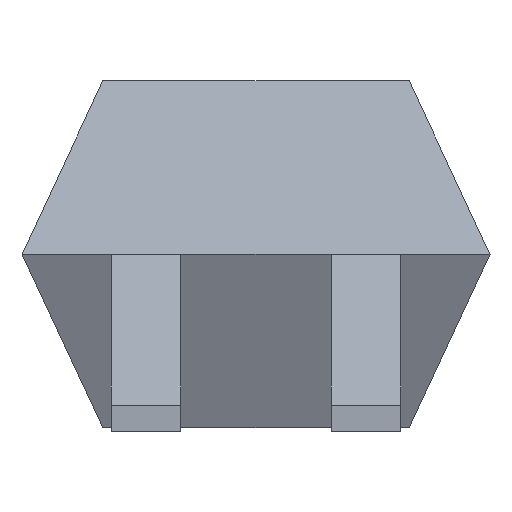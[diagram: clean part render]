
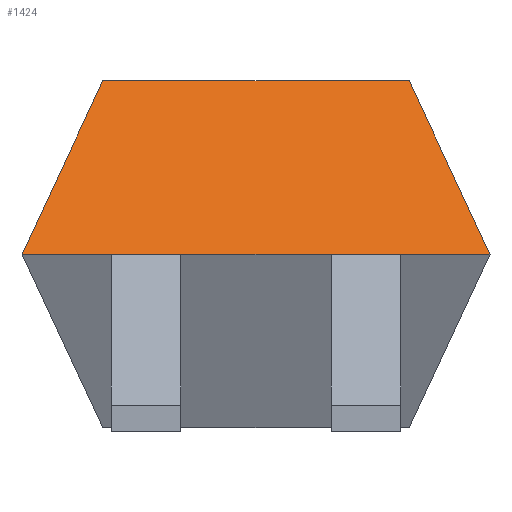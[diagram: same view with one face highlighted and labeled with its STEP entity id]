
A CAD part, front view. The second image highlights one B-rep face of the part: STEP entity #1424.
In plain terms, the highlighted planar face has unit normal (0, -0.906, 0.423).
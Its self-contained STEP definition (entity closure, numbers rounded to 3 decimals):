
#211 = VERTEX_POINT('',#212);
#212 = CARTESIAN_POINT('',(-1.35,-2.2,1.03));
#234 = VERTEX_POINT('',#235);
#235 = CARTESIAN_POINT('',(1.35,-2.2,1.03));
#241 = EDGE_CURVE('',#242,#234,#244,.T.);
#242 = VERTEX_POINT('',#243);
#243 = CARTESIAN_POINT('',(0.835,-2.2,1.03));
#244 = LINE('',#245,#246);
#245 = CARTESIAN_POINT('',(1.35,-2.2,1.03));
#246 = VECTOR('',#247,1.);
#247 = DIRECTION('',(1.,0.,0.));
#266 = VERTEX_POINT('',#267);
#267 = CARTESIAN_POINT('',(0.435,-2.2,1.03));
#273 = EDGE_CURVE('',#274,#266,#276,.T.);
#274 = VERTEX_POINT('',#275);
#275 = CARTESIAN_POINT('',(-0.435,-2.2,1.03));
#276 = LINE('',#277,#278);
#277 = CARTESIAN_POINT('',(1.35,-2.2,1.03));
#278 = VECTOR('',#279,1.);
#279 = DIRECTION('',(1.,0.,0.));
#298 = VERTEX_POINT('',#299);
#299 = CARTESIAN_POINT('',(-0.835,-2.2,1.03));
#305 = EDGE_CURVE('',#211,#298,#306,.T.);
#306 = LINE('',#307,#308);
#307 = CARTESIAN_POINT('',(1.35,-2.2,1.03));
#308 = VECTOR('',#309,1.);
#309 = DIRECTION('',(1.,0.,0.));
#625 = VERTEX_POINT('',#626);
#626 = CARTESIAN_POINT('',(-0.884,-1.734,
    2.03));
#641 = EDGE_CURVE('',#625,#211,#642,.T.);
#642 = LINE('',#643,#644);
#643 = CARTESIAN_POINT('',(-0.884,-1.734,
    2.03));
#644 = VECTOR('',#645,1.);
#645 = DIRECTION('',(-0.389,-0.389,-0.835));
#944 = VERTEX_POINT('',#945);
#945 = CARTESIAN_POINT('',(0.884,-1.734,2.03
    ));
#951 = EDGE_CURVE('',#234,#944,#952,.T.);
#952 = LINE('',#953,#954);
#953 = CARTESIAN_POINT('',(1.35,-2.2,1.03));
#954 = VECTOR('',#955,1.);
#955 = DIRECTION('',(-0.389,0.389,0.835));
#1183 = EDGE_CURVE('',#944,#625,#1184,.T.);
#1184 = LINE('',#1185,#1186);
#1185 = CARTESIAN_POINT('',(1.35,-1.734,
    2.03));
#1186 = VECTOR('',#1187,1.);
#1187 = DIRECTION('',(-1.,0.,0.));
#1216 = EDGE_CURVE('',#274,#298,#1217,.T.);
#1217 = LINE('',#1218,#1219);
#1218 = CARTESIAN_POINT('',(-0.835,-2.2,1.03));
#1219 = VECTOR('',#1220,1.);
#1220 = DIRECTION('',(-1.,0.,0.));
#1397 = EDGE_CURVE('',#266,#242,#1398,.T.);
#1398 = LINE('',#1399,#1400);
#1399 = CARTESIAN_POINT('',(0.835,-2.2,1.03));
#1400 = VECTOR('',#1401,1.);
#1401 = DIRECTION('',(1.,0.,0.));
#1424 = ADVANCED_FACE('',(#1425),#1435,.T.);
#1425 = FACE_BOUND('',#1426,.T.);
#1426 = EDGE_LOOP('',(#1427,#1428,#1429,#1430,#1431,#1432,#1433,#1434));
#1427 = ORIENTED_EDGE('',*,*,#1183,.T.);
#1428 = ORIENTED_EDGE('',*,*,#641,.T.);
#1429 = ORIENTED_EDGE('',*,*,#305,.T.);
#1430 = ORIENTED_EDGE('',*,*,#1216,.F.);
#1431 = ORIENTED_EDGE('',*,*,#273,.T.);
#1432 = ORIENTED_EDGE('',*,*,#1397,.T.);
#1433 = ORIENTED_EDGE('',*,*,#241,.T.);
#1434 = ORIENTED_EDGE('',*,*,#951,.T.);
#1435 = PLANE('',#1436);
#1436 = AXIS2_PLACEMENT_3D('',#1437,#1438,#1439);
#1437 = CARTESIAN_POINT('',(1.35,-2.2,1.03));
#1438 = DIRECTION('',(0.,-0.906,
    0.423));
#1439 = DIRECTION('',(0.,-0.423,
    -0.906));
